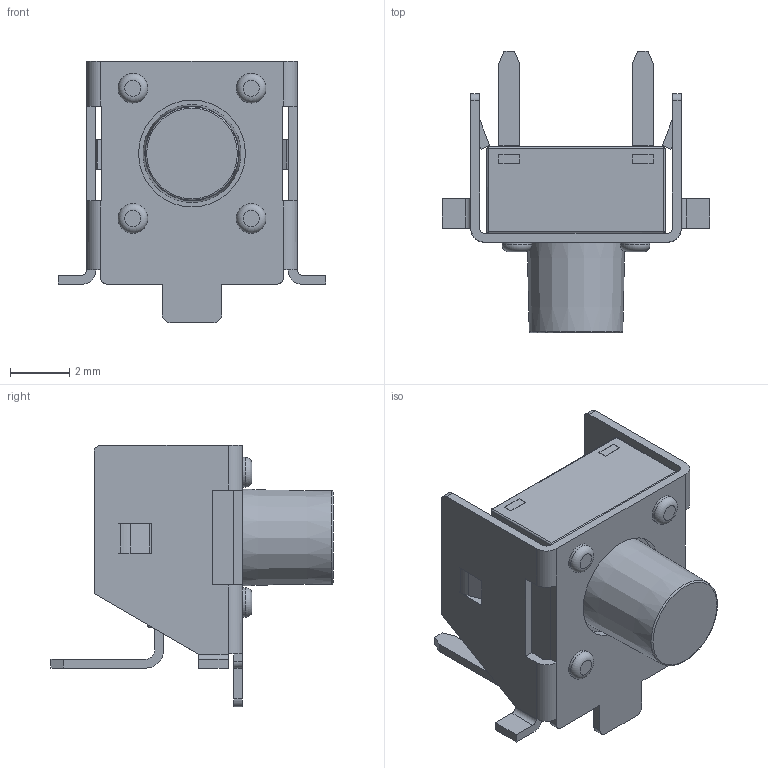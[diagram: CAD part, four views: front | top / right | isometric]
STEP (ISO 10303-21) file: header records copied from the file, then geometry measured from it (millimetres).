
FILE_DESCRIPTION(/* description */ ('Unknown'),/* implementation_level */ '2;1');
FILE_NAME(/* name */ 'CS1102V5.85F260',/* time_stamp */ '2024-06-07T10:57:31+02:00',/* author */ ('Unknown'),/* organization */ ('Unknown'),/* preprocessor_version */ 'ST-DEVELOPER v18.102',/* originating_system */ 'Solid Edge',/* authorisation */ 'Unknown');
FILE_SCHEMA (('AUTOMOTIVE_DESIGN {1 0 10303 214 3 1 1}'));
Length unit declared in the file: millimetre
Products named in the file (1): CS1102V5.85F260
Bounding box: 9 x 9.5 x 8.81 mm (x, y, z)
Volume: 166.3 mm3; surface area: 437.5 mm2
Topology: 3 solids, 3 shells, 150 faces, 398 edges, 252 vertices
Faces by surface type: plane 98, cylinder 40, sphere 6, torus 5, cone 1
Full cylindrical faces by diameter (mm): 1 x4, 3.6 x1
Entity records: 5530 total; most frequent: CARTESIAN_POINT 780, DIRECTION 763, ORIENTED_EDGE 752, EDGE_CURVE 376, LINE 287, VECTOR 287, VERTEX_POINT 247, AXIS2_PLACEMENT_3D 238
